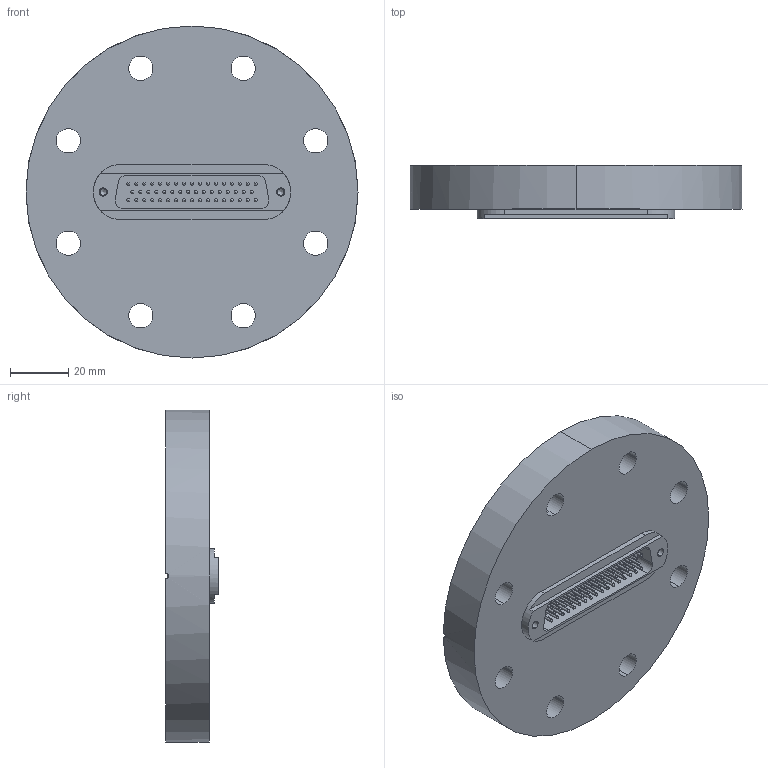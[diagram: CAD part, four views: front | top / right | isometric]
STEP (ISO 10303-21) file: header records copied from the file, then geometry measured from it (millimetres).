
FILE_DESCRIPTION (( 'STEP AP214' ), '1' );
FILE_NAME ('210-D50-C63.STEP', '2015-02-11T14:57:16', ( 'allectra' ), ( 'Microsoft' ), 'SwSTEP 2.0', 'SolidWorks 2014', '' );
FILE_SCHEMA (( 'AUTOMOTIVE_DESIGN' ));
Length unit declared in the file: millimetre
Products named in the file (5): 218-D50-SS_50pol; 9210-PIN-FENI_Pin vergoldet; 9218-D50-SS_50 pin 1mm; 9210-D50-C100_DN63; 210-D50-C63
Assembly tree (117 placements, depth 3):
  210-D50-C63
    9210-D50-C100_DN63
    218-D50-SS_50pol
      9218-D50-SS_50 pin 1mm
      9210-PIN-FENI_Pin vergoldet  x114
Bounding box: 114.3 x 18.2 x 114.3 mm (x, y, z)
Volume: 136165 mm3; surface area: 41825 mm2
Topology: 116 solids, 116 shells, 651 faces, 1908 edges, 1264 vertices
Faces by surface type: cylinder 380, sphere 228, plane 31, cone 12
Entity records: 7798 total; most frequent: DIRECTION 1490, CARTESIAN_POINT 1276, ORIENTED_EDGE 1076, AXIS2_PLACEMENT_3D 636, EDGE_CURVE 538, VERTEX_POINT 356, EDGE_LOOP 328, CIRCLE 316
